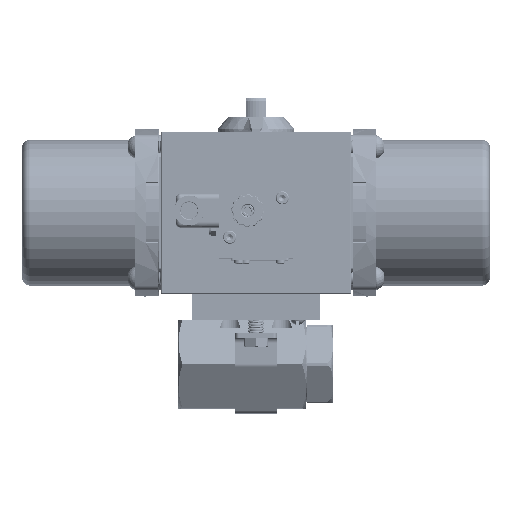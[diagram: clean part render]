
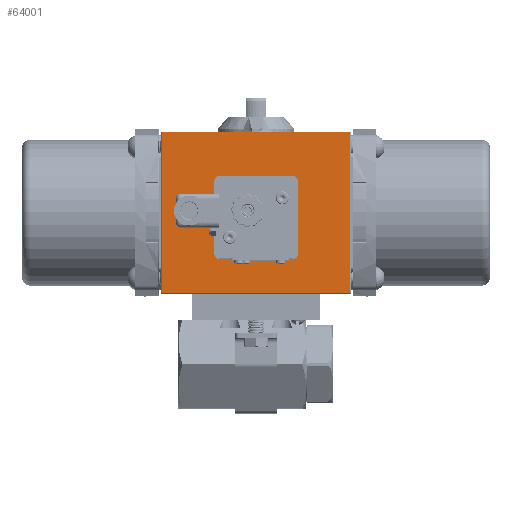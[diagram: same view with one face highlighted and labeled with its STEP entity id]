
A CAD part, top view. The second image highlights one B-rep face of the part: STEP entity #64001.
In plain terms, the highlighted planar face has unit normal (0, 0, 1).
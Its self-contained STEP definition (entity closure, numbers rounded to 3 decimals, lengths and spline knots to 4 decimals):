
#436 = VERTEX_POINT ( 'NONE', #129305 ) ;
#1011 = EDGE_CURVE ( 'NONE', #144423, #90295, #120233, .T. ) ;
#2001 = CARTESIAN_POINT ( 'NONE',  ( -0.872, 2.515, 1.55 ) ) ;
#2514 = CARTESIAN_POINT ( 'NONE',  ( 1.003, 2.64, 1.55 ) ) ;
#4906 = VECTOR ( 'NONE', #135679, 39.3701 ) ;
#5114 = EDGE_CURVE ( 'NONE', #147062, #179260, #183139, .T. ) ;
#6137 = CARTESIAN_POINT ( 'NONE',  ( 2.273, 1.7, 1.55 ) ) ;
#9130 = CARTESIAN_POINT ( 'NONE',  ( 0.878, 4.515, 1.55 ) ) ;
#11045 = CARTESIAN_POINT ( 'NONE',  ( 0.878, 2.515, 1.55 ) ) ;
#11816 = CIRCLE ( 'NONE', #92305, 0.125 ) ;
#13025 = VECTOR ( 'NONE', #174015, 39.3701 ) ;
#14177 = ORIENTED_EDGE ( 'NONE', *, *, #1011, .F. ) ;
#15241 = EDGE_CURVE ( 'NONE', #148473, #184845, #128074, .T. ) ;
#15518 = VECTOR ( 'NONE', #23149, 39.3701 ) ;
#16017 = CARTESIAN_POINT ( 'NONE',  ( -2.253, 1.7, 1.55 ) ) ;
#16448 = ORIENTED_EDGE ( 'NONE', *, *, #109820, .T. ) ;
#18541 = ORIENTED_EDGE ( 'NONE', *, *, #93178, .T. ) ;
#19542 = LINE ( 'NONE', #149640, #64284 ) ;
#19665 = ORIENTED_EDGE ( 'NONE', *, *, #75121, .T. ) ;
#21763 = EDGE_CURVE ( 'NONE', #38321, #47437, #171522, .T. ) ;
#23149 = DIRECTION ( 'NONE',  ( -1., 0., 0. ) ) ;
#26217 = DIRECTION ( 'NONE',  ( 0., 1., 0. ) ) ;
#28632 = DIRECTION ( 'NONE',  ( 0., 1., 0. ) ) ;
#29882 = EDGE_LOOP ( 'NONE', ( #183223, #16448, #14177, #183607, #144051, #111353, #54920, #19665 ) ) ;
#31015 = CARTESIAN_POINT ( 'NONE',  ( -0.872, 2.64, 1.55 ) ) ;
#33817 = AXIS2_PLACEMENT_3D ( 'NONE', #44831, #150119, #59952 ) ;
#35167 = ORIENTED_EDGE ( 'NONE', *, *, #54771, .T. ) ;
#36987 = CARTESIAN_POINT ( 'NONE',  ( 2.253, 5.56, 1.55 ) ) ;
#38321 = VERTEX_POINT ( 'NONE', #2001 ) ;
#44757 = CARTESIAN_POINT ( 'NONE',  ( -0.872, 4.39, 1.55 ) ) ;
#44831 = CARTESIAN_POINT ( 'NONE',  ( 0.878, 2.64, 1.55 ) ) ;
#46144 = DIRECTION ( 'NONE',  ( 0., 1., 0. ) ) ;
#47402 = AXIS2_PLACEMENT_3D ( 'NONE', #65548, #170746, #80671 ) ;
#47437 = VERTEX_POINT ( 'NONE', #11045 ) ;
#48037 = VECTOR ( 'NONE', #26217, 39.3701 ) ;
#51473 = VECTOR ( 'NONE', #171277, 39.3701 ) ;
#52280 = AXIS2_PLACEMENT_3D ( 'NONE', #44757, #150034, #59895 ) ;
#54771 = EDGE_CURVE ( 'NONE', #118720, #193912, #123683, .T. ) ;
#54920 = ORIENTED_EDGE ( 'NONE', *, *, #21763, .F. ) ;
#55521 = LINE ( 'NONE', #83025, #15518 ) ;
#58208 = CARTESIAN_POINT ( 'NONE',  ( 2.273, 5.58, 1.55 ) ) ;
#59895 = DIRECTION ( 'NONE',  ( 0., 1., 0. ) ) ;
#59952 = DIRECTION ( 'NONE',  ( 0., 1., 0. ) ) ;
#64001 = ADVANCED_FACE ( 'NONE', ( #135526, #76662 ), #178524, .F. ) ;
#64284 = VECTOR ( 'NONE', #120013, 39.3701 ) ;
#65548 = CARTESIAN_POINT ( 'NONE',  ( 0.878, 4.39, 1.55 ) ) ;
#67904 = VECTOR ( 'NONE', #134525, 39.3701 ) ;
#75121 = EDGE_CURVE ( 'NONE', #38321, #132732, #11816, .T. ) ;
#76662 = FACE_BOUND ( 'NONE', #29882, .T. ) ;
#78348 = CIRCLE ( 'NONE', #47402, 0.125 ) ;
#80671 = DIRECTION ( 'NONE',  ( 0., 1., 0. ) ) ;
#83025 = CARTESIAN_POINT ( 'NONE',  ( 2.273, 5.56, 1.55 ) ) ;
#90295 = VERTEX_POINT ( 'NONE', #164758 ) ;
#92305 = AXIS2_PLACEMENT_3D ( 'NONE', #31015, #136268, #46144 ) ;
#93178 = EDGE_CURVE ( 'NONE', #193912, #148473, #160245, .T. ) ;
#104727 = EDGE_CURVE ( 'NONE', #147062, #47437, #154803, .T. ) ;
#109820 = EDGE_CURVE ( 'NONE', #436, #90295, #167747, .T. ) ;
#110737 = EDGE_CURVE ( 'NONE', #144423, #179260, #78348, .T. ) ;
#110782 = CARTESIAN_POINT ( 'NONE',  ( -0.997, 2.515, 1.55 ) ) ;
#111353 = ORIENTED_EDGE ( 'NONE', *, *, #104727, .T. ) ;
#114301 = CARTESIAN_POINT ( 'NONE',  ( 1.003, 4.39, 1.55 ) ) ;
#116323 = CARTESIAN_POINT ( 'NONE',  ( 2.253, 5.58, 1.55 ) ) ;
#118720 = VERTEX_POINT ( 'NONE', #152958 ) ;
#118734 = DIRECTION ( 'NONE',  ( 0., 0., -1. ) ) ;
#119389 = CARTESIAN_POINT ( 'NONE',  ( 1.003, 4.515, 1.55 ) ) ;
#120013 = DIRECTION ( 'NONE',  ( 0., -1., 0. ) ) ;
#120233 = LINE ( 'NONE', #150826, #4906 ) ;
#120238 = VECTOR ( 'NONE', #141651, 39.3701 ) ;
#123683 = LINE ( 'NONE', #128681, #13025 ) ;
#127141 = AXIS2_PLACEMENT_3D ( 'NONE', #58208, #118734, #28632 ) ;
#127662 = EDGE_CURVE ( 'NONE', #184845, #118720, #55521, .T. ) ;
#128074 = LINE ( 'NONE', #116323, #48037 ) ;
#128681 = CARTESIAN_POINT ( 'NONE',  ( -2.253, 5.58, 1.55 ) ) ;
#129305 = CARTESIAN_POINT ( 'NONE',  ( -0.997, 4.39, 1.55 ) ) ;
#132732 = VERTEX_POINT ( 'NONE', #152413 ) ;
#134525 = DIRECTION ( 'NONE',  ( 0., 1., 0. ) ) ;
#135526 = FACE_OUTER_BOUND ( 'NONE', #140863, .T. ) ;
#135679 = DIRECTION ( 'NONE',  ( -1., 0., 0. ) ) ;
#136268 = DIRECTION ( 'NONE',  ( 0., 0., -1. ) ) ;
#140863 = EDGE_LOOP ( 'NONE', ( #178539, #192654, #35167, #18541 ) ) ;
#141651 = DIRECTION ( 'NONE',  ( 1., 0., 0. ) ) ;
#144051 = ORIENTED_EDGE ( 'NONE', *, *, #5114, .F. ) ;
#144423 = VERTEX_POINT ( 'NONE', #9130 ) ;
#147062 = VERTEX_POINT ( 'NONE', #2514 ) ;
#148473 = VERTEX_POINT ( 'NONE', #191407 ) ;
#149640 = CARTESIAN_POINT ( 'NONE',  ( -0.997, 4.515, 1.55 ) ) ;
#150034 = DIRECTION ( 'NONE',  ( 0., 0., -1. ) ) ;
#150119 = DIRECTION ( 'NONE',  ( 0., 0., -1. ) ) ;
#150826 = CARTESIAN_POINT ( 'NONE',  ( -0.997, 4.515, 1.55 ) ) ;
#152413 = CARTESIAN_POINT ( 'NONE',  ( -0.997, 2.64, 1.55 ) ) ;
#152958 = CARTESIAN_POINT ( 'NONE',  ( -2.253, 5.56, 1.55 ) ) ;
#154803 = CIRCLE ( 'NONE', #33817, 0.125 ) ;
#160245 = LINE ( 'NONE', #6137, #120238 ) ;
#164758 = CARTESIAN_POINT ( 'NONE',  ( -0.872, 4.515, 1.55 ) ) ;
#167747 = CIRCLE ( 'NONE', #52280, 0.125 ) ;
#170746 = DIRECTION ( 'NONE',  ( 0., 0., -1. ) ) ;
#171277 = DIRECTION ( 'NONE',  ( 1., 0., 0. ) ) ;
#171522 = LINE ( 'NONE', #110782, #51473 ) ;
#174015 = DIRECTION ( 'NONE',  ( 0., -1., 0. ) ) ;
#178524 = PLANE ( 'NONE',  #127141 ) ;
#178539 = ORIENTED_EDGE ( 'NONE', *, *, #15241, .T. ) ;
#179260 = VERTEX_POINT ( 'NONE', #114301 ) ;
#182632 = EDGE_CURVE ( 'NONE', #436, #132732, #19542, .T. ) ;
#183139 = LINE ( 'NONE', #119389, #67904 ) ;
#183223 = ORIENTED_EDGE ( 'NONE', *, *, #182632, .F. ) ;
#183607 = ORIENTED_EDGE ( 'NONE', *, *, #110737, .T. ) ;
#184845 = VERTEX_POINT ( 'NONE', #36987 ) ;
#191407 = CARTESIAN_POINT ( 'NONE',  ( 2.253, 1.7, 1.55 ) ) ;
#192654 = ORIENTED_EDGE ( 'NONE', *, *, #127662, .T. ) ;
#193912 = VERTEX_POINT ( 'NONE', #16017 ) ;
